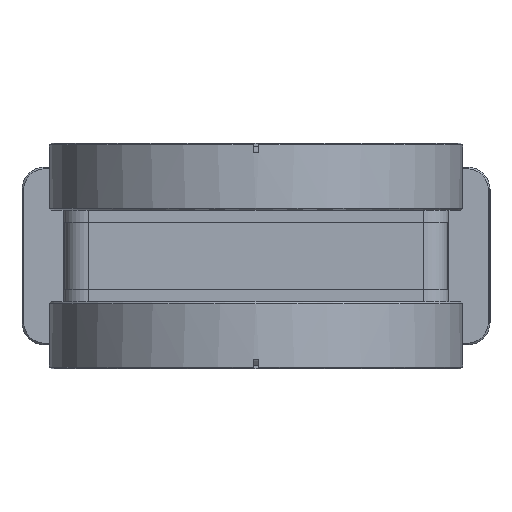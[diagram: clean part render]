
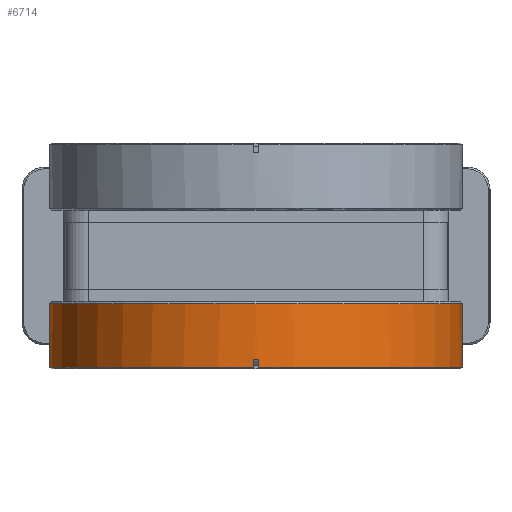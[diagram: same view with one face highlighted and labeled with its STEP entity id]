
A CAD part, front view. The second image highlights one B-rep face of the part: STEP entity #6714.
In plain terms, the highlighted cylindrical face has radius 58.737 mm (diameter 117.475 mm), a partial arc.
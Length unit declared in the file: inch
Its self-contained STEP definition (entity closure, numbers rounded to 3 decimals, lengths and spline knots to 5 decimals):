
#580 = AXIS2_PLACEMENT_3D ( 'NONE', #14960, #6238, #16421 ) ;
#626 = ORIENTED_EDGE ( 'NONE', *, *, #11072, .T. ) ;
#764 = CARTESIAN_POINT ( 'NONE',  ( 2.3125, 0., 1.38875 ) ) ;
#1230 = CARTESIAN_POINT ( 'NONE',  ( -0.03, -2.31231, 1.38875 ) ) ;
#1343 = VERTEX_POINT ( 'NONE', #7109 ) ;
#1460 = CARTESIAN_POINT ( 'NONE',  ( -0.03, -2.31231, -1.2425 ) ) ;
#2228 = DIRECTION ( 'NONE',  ( 0., 0., -1. ) ) ;
#2387 = ORIENTED_EDGE ( 'NONE', *, *, #18306, .T. ) ;
#2757 = EDGE_LOOP ( 'NONE', ( #7139, #5880, #4585, #7240, #8258, #2387, #3448, #2941, #626 ) ) ;
#2941 = ORIENTED_EDGE ( 'NONE', *, *, #16460, .T. ) ;
#2959 = CARTESIAN_POINT ( 'NONE',  ( -0.01, -2.3125, -1.1625 ) ) ;
#3434 = VERTEX_POINT ( 'NONE', #15651 ) ;
#3448 = ORIENTED_EDGE ( 'NONE', *, *, #11855, .T. ) ;
#3622 = VECTOR ( 'NONE', #7075, 39.37008 ) ;
#4025 = EDGE_CURVE ( 'NONE', #1343, #8704, #7300, .T. ) ;
#4074 = AXIS2_PLACEMENT_3D ( 'NONE', #15823, #7107, #17301 ) ;
#4389 = EDGE_CURVE ( 'NONE', #15333, #5695, #5036, .T. ) ;
#4423 = CARTESIAN_POINT ( 'NONE',  ( 0.01, -2.3125, -1.1625 ) ) ;
#4585 = ORIENTED_EDGE ( 'NONE', *, *, #4025, .F. ) ;
#4841 = B_SPLINE_CURVE_WITH_KNOTS ( 'NONE', 3,
 ( #7296, #17494, #2959, #13157, #4423, #14615, #5878 ),
 .UNSPECIFIED., .F., .F.,
 ( 4, 3, 4 ),
 ( 0., 0.00076, 0.00152 ),
 .UNSPECIFIED. ) ;
#5036 = LINE ( 'NONE', #764, #16195 ) ;
#5128 = VERTEX_POINT ( 'NONE', #7477 ) ;
#5224 = FACE_OUTER_BOUND ( 'NONE', #2757, .T. ) ;
#5556 = CARTESIAN_POINT ( 'NONE',  ( 0., 0., 1.38875 ) ) ;
#5695 = VERTEX_POINT ( 'NONE', #6346 ) ;
#5878 = CARTESIAN_POINT ( 'NONE',  ( 0.03, -2.31231, -1.16245 ) ) ;
#5880 = ORIENTED_EDGE ( 'NONE', *, *, #10331, .F. ) ;
#6086 = CARTESIAN_POINT ( 'NONE',  ( 0.03, -2.31231, -1.16245 ) ) ;
#6238 = DIRECTION ( 'NONE',  ( 0., 0., 1. ) ) ;
#6274 = DIRECTION ( 'NONE',  ( 0., 0., 1. ) ) ;
#6346 = CARTESIAN_POINT ( 'NONE',  ( 2.3125, 0., -1.2425 ) ) ;
#6381 = CARTESIAN_POINT ( 'NONE',  ( 2.3125, 0., -0.5325 ) ) ;
#6668 = CARTESIAN_POINT ( 'NONE',  ( 0., 0., -1.2425 ) ) ;
#6714 = ADVANCED_FACE ( 'NONE', ( #5224 ), #8652, .T. ) ;
#7038 = CARTESIAN_POINT ( 'NONE',  ( -2.3125, 0., 1.38875 ) ) ;
#7075 = DIRECTION ( 'NONE',  ( 0., 0., 1. ) ) ;
#7107 = DIRECTION ( 'NONE',  ( 0., 0., 1. ) ) ;
#7109 = CARTESIAN_POINT ( 'NONE',  ( -2.3125, 0., -0.5325 ) ) ;
#7139 = ORIENTED_EDGE ( 'NONE', *, *, #4389, .F. ) ;
#7158 = CIRCLE ( 'NONE', #17426, 2.3125 ) ;
#7240 = ORIENTED_EDGE ( 'NONE', *, *, #11756, .T. ) ;
#7296 = CARTESIAN_POINT ( 'NONE',  ( -0.03, -2.31231, -1.16245 ) ) ;
#7300 = CIRCLE ( 'NONE', #4074, 2.3125 ) ;
#7477 = CARTESIAN_POINT ( 'NONE',  ( 0.03, -2.31231, -1.2425 ) ) ;
#7600 = DIRECTION ( 'NONE',  ( 0., 0., -1. ) ) ;
#7823 = LINE ( 'NONE', #7038, #15114 ) ;
#7857 = VERTEX_POINT ( 'NONE', #1460 ) ;
#8129 = DIRECTION ( 'NONE',  ( -1., 0., 0. ) ) ;
#8258 = ORIENTED_EDGE ( 'NONE', *, *, #15948, .T. ) ;
#8440 = DIRECTION ( 'NONE',  ( -1., 0., 0. ) ) ;
#8652 = CYLINDRICAL_SURFACE ( 'NONE', #8873, 2.3125 ) ;
#8704 = VERTEX_POINT ( 'NONE', #16881 ) ;
#8873 = AXIS2_PLACEMENT_3D ( 'NONE', #5556, #18645, #8440 ) ;
#9128 = CIRCLE ( 'NONE', #12597, 2.3125 ) ;
#10331 = EDGE_CURVE ( 'NONE', #8704, #15333, #14244, .T. ) ;
#11072 = EDGE_CURVE ( 'NONE', #5128, #5695, #7158, .T. ) ;
#11756 = EDGE_CURVE ( 'NONE', #1343, #12768, #7823, .T. ) ;
#11855 = EDGE_CURVE ( 'NONE', #3434, #12972, #4841, .T. ) ;
#12597 = AXIS2_PLACEMENT_3D ( 'NONE', #14998, #6274, #16462 ) ;
#12768 = VERTEX_POINT ( 'NONE', #18233 ) ;
#12902 = DIRECTION ( 'NONE',  ( 0., 0., -1. ) ) ;
#12972 = VERTEX_POINT ( 'NONE', #6086 ) ;
#13157 = CARTESIAN_POINT ( 'NONE',  ( 0., -2.3125, -1.1625 ) ) ;
#13694 = LINE ( 'NONE', #16304, #16185 ) ;
#14244 = CIRCLE ( 'NONE', #580, 2.3125 ) ;
#14615 = CARTESIAN_POINT ( 'NONE',  ( 0.02, -2.31244, -1.16248 ) ) ;
#14960 = CARTESIAN_POINT ( 'NONE',  ( 0., 0., -0.5325 ) ) ;
#14998 = CARTESIAN_POINT ( 'NONE',  ( 0., 0., -1.2425 ) ) ;
#15114 = VECTOR ( 'NONE', #12902, 39.37008 ) ;
#15239 = LINE ( 'NONE', #1230, #3622 ) ;
#15333 = VERTEX_POINT ( 'NONE', #6381 ) ;
#15651 = CARTESIAN_POINT ( 'NONE',  ( -0.03, -2.31231, -1.16245 ) ) ;
#15823 = CARTESIAN_POINT ( 'NONE',  ( 0., 0., -0.5325 ) ) ;
#15948 = EDGE_CURVE ( 'NONE', #12768, #7857, #9128, .T. ) ;
#16185 = VECTOR ( 'NONE', #7600, 39.37008 ) ;
#16195 = VECTOR ( 'NONE', #2228, 39.37008 ) ;
#16304 = CARTESIAN_POINT ( 'NONE',  ( 0.03, -2.31231, 1.38875 ) ) ;
#16421 = DIRECTION ( 'NONE',  ( -1., 0., 0. ) ) ;
#16460 = EDGE_CURVE ( 'NONE', #12972, #5128, #13694, .T. ) ;
#16462 = DIRECTION ( 'NONE',  ( -1., 0., 0. ) ) ;
#16850 = DIRECTION ( 'NONE',  ( 0., 0., 1. ) ) ;
#16881 = CARTESIAN_POINT ( 'NONE',  ( 0., -2.3125, -0.5325 ) ) ;
#17301 = DIRECTION ( 'NONE',  ( -1., 0., 0. ) ) ;
#17426 = AXIS2_PLACEMENT_3D ( 'NONE', #6668, #16850, #8129 ) ;
#17494 = CARTESIAN_POINT ( 'NONE',  ( -0.02, -2.31244, -1.16248 ) ) ;
#18233 = CARTESIAN_POINT ( 'NONE',  ( -2.3125, 0., -1.2425 ) ) ;
#18306 = EDGE_CURVE ( 'NONE', #7857, #3434, #15239, .T. ) ;
#18645 = DIRECTION ( 'NONE',  ( 0., 0., -1. ) ) ;
